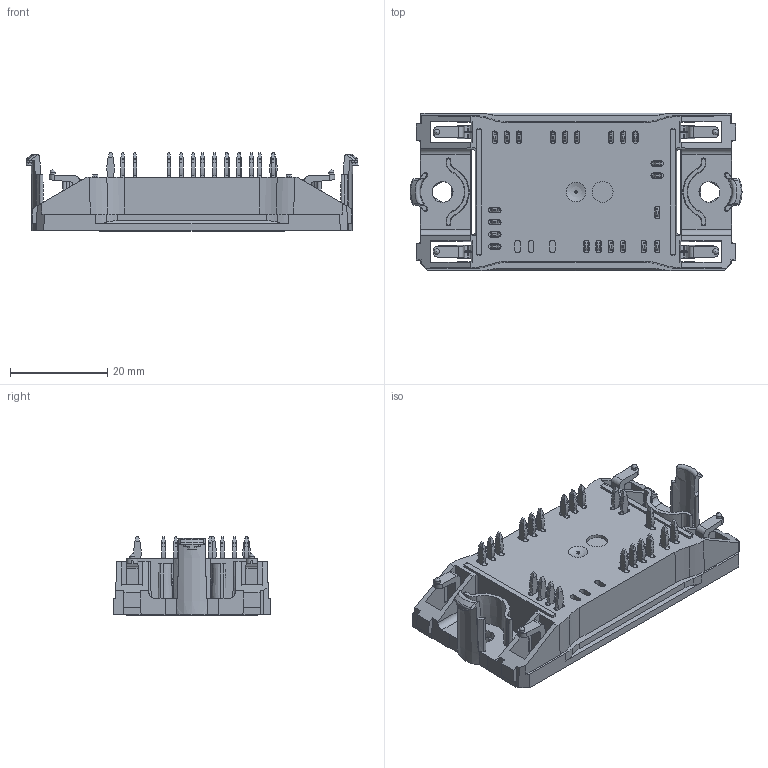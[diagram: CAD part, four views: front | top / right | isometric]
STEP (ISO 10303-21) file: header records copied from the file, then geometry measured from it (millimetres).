
FILE_DESCRIPTION(/* description */ ('Unknown'),/* implementation_level */ '2;1');
FILE_NAME(/* name */ 'Flow0-2C12Y-P640(221)-01-OL',/* time_stamp */ '2018-09-03T14:05:02+02:00',/* author */ ('Unknown'),/* organization */ ('Unknown'),/* preprocessor_version */ 'ST-DEVELOPER v16.7',/* originating_system */ 'DEX',/* authorisation */ $);
FILE_SCHEMA (('AUTOMOTIVE_DESIGN {1 0 10303 214 3 1 1}'));
Length unit declared in the file: millimetre
Products named in the file (1): Flow0-2C12Y-P640-01-OL
Bounding box: 68.4 x 32.5 x 16.23 mm (x, y, z)
Volume: 16666.1 mm3; surface area: 9510.2 mm2
Topology: 1 solids, 1 shells, 979 faces, 2712 edges, 1781 vertices
Faces by surface type: plane 638, cylinder 288, cone 40, sphere 5, bspline 4, torus 4
Full cylindrical faces by diameter (mm): 0.5 x1, 1.1 x4, 4.3 x1
Entity records: 38027 total; most frequent: CARTESIAN_POINT 5614, ORIENTED_EDGE 5378, DIRECTION 5306, EDGE_CURVE 2689, LINE 1944, VECTOR 1944, VERTEX_POINT 1773, AXIS2_PLACEMENT_3D 1681
